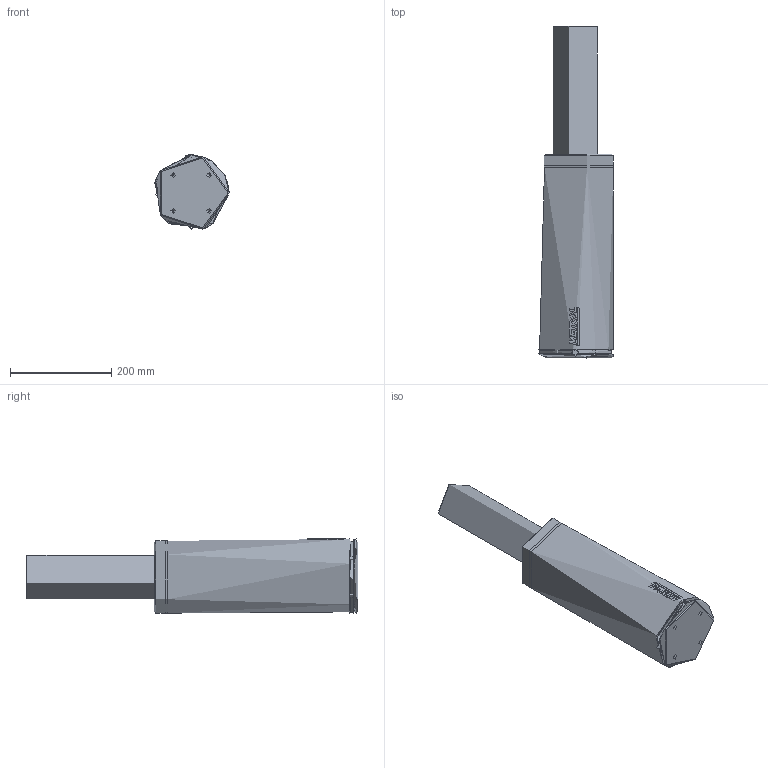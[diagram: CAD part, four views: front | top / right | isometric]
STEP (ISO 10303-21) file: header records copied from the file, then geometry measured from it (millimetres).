
FILE_DESCRIPTION (( 'STEP AP214' ), '1' );
FILE_NAME ('MX9500-250.step', '2019-03-20T17:32:55', ( '' ), ( '' ), 'SwSTEP 2.0', 'SolidWorks 2014', '' );
FILE_SCHEMA (( 'AUTOMOTIVE_DESIGN' ));
Length unit declared in the file: millimetre
Products named in the file (3): MX9500-250; MX-9500 Piston_TX-9500-250; MX-9500 Body_TX-9500-250
Assembly tree (2 placements, depth 2):
  MX9500-250
    MX-9500 Body_TX-9500-250
    MX-9500 Piston_TX-9500-250
Bounding box: 146.97 x 655 x 146.43 mm (x, y, z)
Volume: 6281460.5 mm3; surface area: 434901.4 mm2
Topology: 7 solids, 7 shells, 111 faces, 267 edges, 173 vertices
Faces by surface type: bspline 40, plane 29, cylinder 24, cone 11, torus 7
Full cylindrical faces by diameter (mm): 7 x1, 9 x4, 14 x1, 90 x2, 110 x2, 150 x3
Entity records: 5367 total; most frequent: CARTESIAN_POINT 3095, ORIENTED_EDGE 464, DIRECTION 316, EDGE_CURVE 232, VERTEX_POINT 165, EDGE_LOOP 145, FACE_OUTER_BOUND 127, AXIS2_PLACEMENT_3D 115
